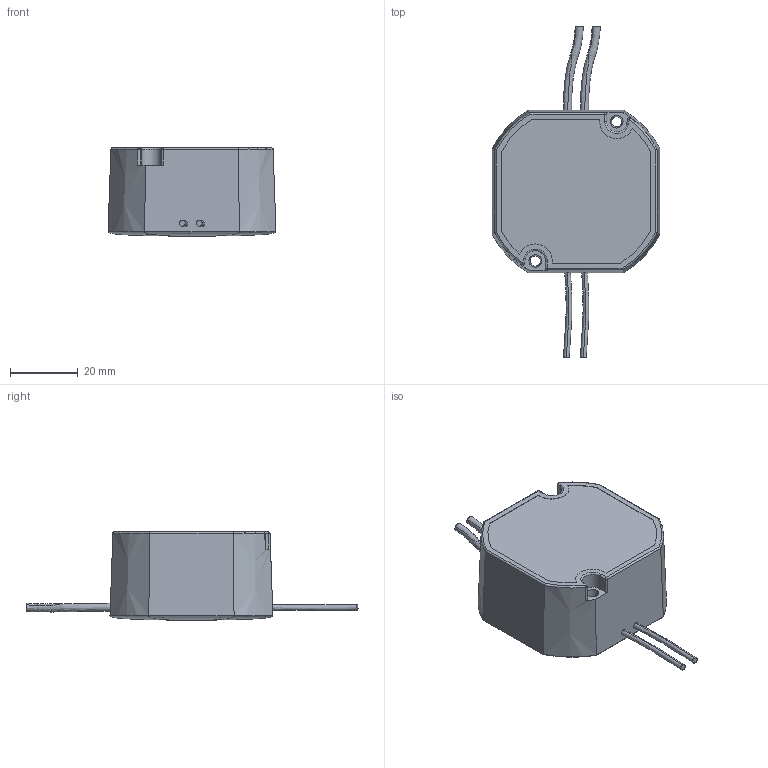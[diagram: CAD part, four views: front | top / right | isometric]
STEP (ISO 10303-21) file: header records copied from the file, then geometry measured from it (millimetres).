
FILE_DESCRIPTION (( 'STEP AP214' ), '1' );
FILE_NAME ('ADE12015.STEP', '2016-01-11T15:50:06', ( '' ), ( '' ), 'SwSTEP 2.0', 'SolidWorks 2015', '' );
FILE_SCHEMA (( 'AUTOMOTIVE_DESIGN' ));
Length unit declared in the file: millimetre
Products named in the file (1): ADE12015
Bounding box: 49.5 x 97.82 x 26 mm (x, y, z)
Volume: 53559.4 mm3; surface area: 9459.6 mm2
Topology: 1 solids, 1 shells, 76 faces, 186 edges, 107 vertices
Faces by surface type: plane 22, bspline 18, cylinder 18, cone 8, torus 6, sphere 4
Entity records: 3046 total; most frequent: CARTESIAN_POINT 1162, ORIENTED_EDGE 356, DIRECTION 316, EDGE_CURVE 178, AXIS2_PLACEMENT_3D 127, VERTEX_POINT 107, EDGE_LOOP 83, FACE_OUTER_BOUND 76
